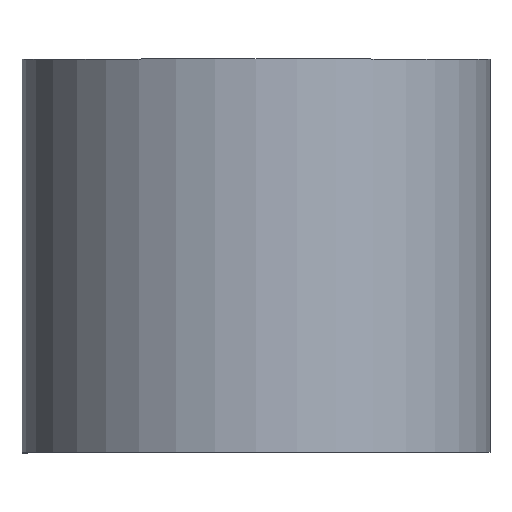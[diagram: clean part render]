
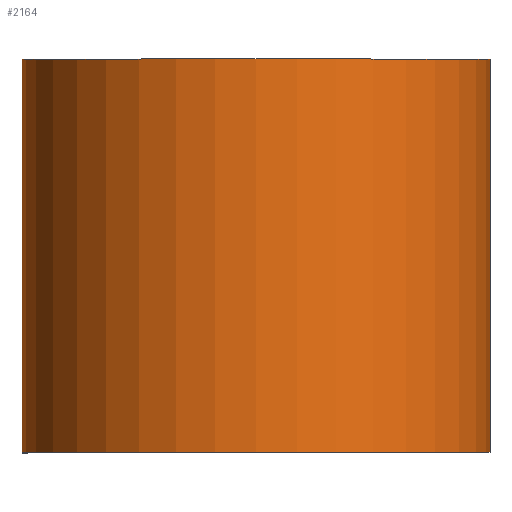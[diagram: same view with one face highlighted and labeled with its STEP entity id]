
A CAD part, top view. The second image highlights one B-rep face of the part: STEP entity #2164.
In plain terms, the highlighted cylindrical face has radius 11.905 mm (diameter 23.81 mm), a partial arc.
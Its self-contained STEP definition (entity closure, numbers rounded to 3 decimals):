
#83 = EDGE_CURVE ( 'NONE', #1219, #1399, #2259, .T. ) ;
#91 = CARTESIAN_POINT ( 'NONE',  ( -12.04, 20., 0. ) ) ;
#258 = VECTOR ( 'NONE', #2378, 1000. ) ;
#334 = ORIENTED_EDGE ( 'NONE', *, *, #1043, .T. ) ;
#408 = FACE_OUTER_BOUND ( 'NONE', #1762, .T. ) ;
#673 = DIRECTION ( 'NONE',  ( 1., 0., 0. ) ) ;
#718 = ORIENTED_EDGE ( 'NONE', *, *, #952, .T. ) ;
#738 = AXIS2_PLACEMENT_3D ( 'NONE', #909, #932, #1541 ) ;
#763 = CIRCLE ( 'NONE', #903, 11.905 ) ;
#784 = VERTEX_POINT ( 'NONE', #91 ) ;
#896 = VECTOR ( 'NONE', #1750, 1000. ) ;
#903 = AXIS2_PLACEMENT_3D ( 'NONE', #1437, #1867, #673 ) ;
#909 = CARTESIAN_POINT ( 'NONE',  ( -0.135, 0., 0. ) ) ;
#932 = DIRECTION ( 'NONE',  ( 0., -1., 0. ) ) ;
#952 = EDGE_CURVE ( 'NONE', #784, #1399, #972, .T. ) ;
#972 = LINE ( 'NONE', #2422, #258 ) ;
#1043 = EDGE_CURVE ( 'NONE', #1641, #784, #763, .T. ) ;
#1112 = AXIS2_PLACEMENT_3D ( 'NONE', #2414, #1218, #2019 ) ;
#1167 = EDGE_CURVE ( 'NONE', #1641, #1219, #2113, .T. ) ;
#1172 = ORIENTED_EDGE ( 'NONE', *, *, #83, .F. ) ;
#1218 = DIRECTION ( 'NONE',  ( 0., -1., 0. ) ) ;
#1219 = VERTEX_POINT ( 'NONE', #2147 ) ;
#1399 = VERTEX_POINT ( 'NONE', #1792 ) ;
#1405 = CYLINDRICAL_SURFACE ( 'NONE', #1112, 11.905 ) ;
#1437 = CARTESIAN_POINT ( 'NONE',  ( -0.135, 20., 0. ) ) ;
#1449 = CARTESIAN_POINT ( 'NONE',  ( 11.77, 20., 0. ) ) ;
#1541 = DIRECTION ( 'NONE',  ( 1., 0., 0. ) ) ;
#1641 = VERTEX_POINT ( 'NONE', #1449 ) ;
#1712 = CARTESIAN_POINT ( 'NONE',  ( 11.77, 20., 0. ) ) ;
#1750 = DIRECTION ( 'NONE',  ( 0., -1., 0. ) ) ;
#1762 = EDGE_LOOP ( 'NONE', ( #1172, #2079, #334, #718 ) ) ;
#1792 = CARTESIAN_POINT ( 'NONE',  ( -12.04, 0., 0. ) ) ;
#1867 = DIRECTION ( 'NONE',  ( 0., -1., 0. ) ) ;
#2019 = DIRECTION ( 'NONE',  ( 0., 0., -1. ) ) ;
#2079 = ORIENTED_EDGE ( 'NONE', *, *, #1167, .F. ) ;
#2113 = LINE ( 'NONE', #1712, #896 ) ;
#2147 = CARTESIAN_POINT ( 'NONE',  ( 11.77, 0., 0. ) ) ;
#2164 = ADVANCED_FACE ( 'NONE', ( #408 ), #1405, .T. ) ;
#2259 = CIRCLE ( 'NONE', #738, 11.905 ) ;
#2378 = DIRECTION ( 'NONE',  ( 0., -1., 0. ) ) ;
#2414 = CARTESIAN_POINT ( 'NONE',  ( -0.135, 20., 0. ) ) ;
#2422 = CARTESIAN_POINT ( 'NONE',  ( -12.04, 20., 0. ) ) ;
